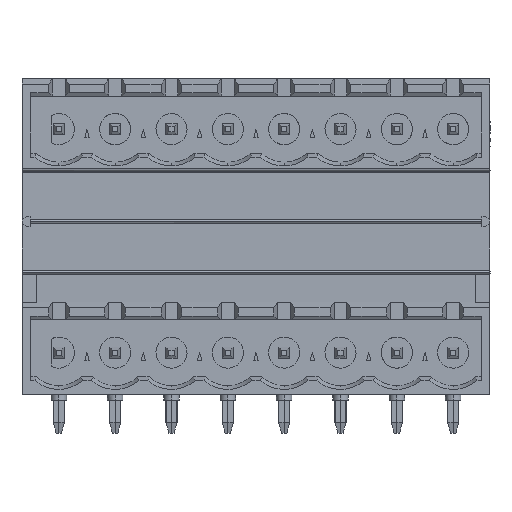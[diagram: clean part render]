
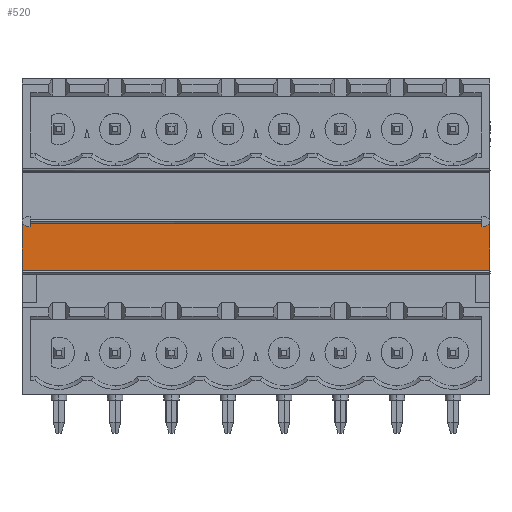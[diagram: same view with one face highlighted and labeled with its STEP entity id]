
A CAD part, front view. The second image highlights one B-rep face of the part: STEP entity #520.
In plain terms, the highlighted planar face has unit normal (0, -1, 0).
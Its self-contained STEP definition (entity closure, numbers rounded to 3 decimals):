
#520=ADVANCED_FACE($,(#1791),#14764,.T.);
#1791=FACE_OUTER_BOUND($,#3091,.T.);
#3091=EDGE_LOOP($,(#5725,#5726,#5727,#5728,#5729,#5730,#5731,#5732,#5733,
#5734,#5735,#5736));
#5725=ORIENTED_EDGE($,*,*,#10777,.T.);
#5726=ORIENTED_EDGE($,*,*,#10778,.T.);
#5727=ORIENTED_EDGE($,*,*,#10779,.T.);
#5728=ORIENTED_EDGE($,*,*,#10780,.T.);
#5729=ORIENTED_EDGE($,*,*,#10781,.T.);
#5730=ORIENTED_EDGE($,*,*,#10782,.T.);
#5731=ORIENTED_EDGE($,*,*,#10783,.T.);
#5732=ORIENTED_EDGE($,*,*,#10024,.T.);
#5733=ORIENTED_EDGE($,*,*,#10030,.T.);
#5734=ORIENTED_EDGE($,*,*,#10032,.T.);
#5735=ORIENTED_EDGE($,*,*,#10035,.T.);
#5736=ORIENTED_EDGE($,*,*,#10784,.T.);
#10024=EDGE_CURVE($,#12796,#12795,#16353,.T.);
#10030=EDGE_CURVE($,#12795,#12799,#16358,.T.);
#10032=EDGE_CURVE($,#12799,#12800,#16360,.T.);
#10035=EDGE_CURVE($,#12800,#12801,#16363,.T.);
#10777=EDGE_CURVE($,#13272,#13273,#16956,.T.);
#10778=EDGE_CURVE($,#13273,#13274,#16957,.T.);
#10779=EDGE_CURVE($,#13274,#13275,#16958,.T.);
#10780=EDGE_CURVE($,#13275,#13276,#16959,.T.);
#10781=EDGE_CURVE($,#13276,#13277,#16960,.T.);
#10782=EDGE_CURVE($,#13277,#13278,#16961,.T.);
#10783=EDGE_CURVE($,#13278,#12796,#16962,.T.);
#10784=EDGE_CURVE($,#12801,#13272,#16963,.T.);
#12795=VERTEX_POINT($,#30316);
#12796=VERTEX_POINT($,#30317);
#12799=VERTEX_POINT($,#30320);
#12800=VERTEX_POINT($,#30321);
#12801=VERTEX_POINT($,#30322);
#13272=VERTEX_POINT($,#30793);
#13273=VERTEX_POINT($,#30794);
#13274=VERTEX_POINT($,#30795);
#13275=VERTEX_POINT($,#30796);
#13276=VERTEX_POINT($,#30797);
#13277=VERTEX_POINT($,#30798);
#13278=VERTEX_POINT($,#30799);
#14764=PLANE($,#18695);
#16353=B_SPLINE_CURVE_WITH_KNOTS($,1,(#21282,#21283),.UNSPECIFIED.,.F.,.F.,
(2,2),(-0.299,0.),.UNSPECIFIED.);
#16358=B_SPLINE_CURVE_WITH_KNOTS($,1,(#21295,#21296),.UNSPECIFIED.,.F.,.F.,
(2,2),(-0.342,0.),.UNSPECIFIED.);
#16360=B_SPLINE_CURVE_WITH_KNOTS($,1,(#21299,#21300),.UNSPECIFIED.,.F.,.F.,
(2,2),(-0.303,0.),.UNSPECIFIED.);
#16363=B_SPLINE_CURVE_WITH_KNOTS($,1,(#21305,#21306),.UNSPECIFIED.,.F.,.F.,
(2,2),(-0.167,0.),.UNSPECIFIED.);
#16956=B_SPLINE_CURVE_WITH_KNOTS($,1,(#23140,#23141),.UNSPECIFIED.,.F.,.F.,
(2,2),(-42.2,0.),.UNSPECIFIED.);
#16957=B_SPLINE_CURVE_WITH_KNOTS($,1,(#23142,#23143),.UNSPECIFIED.,.F.,.F.,
(2,2),(-4.126,0.),.UNSPECIFIED.);
#16958=B_SPLINE_CURVE_WITH_KNOTS($,1,(#23144,#23145),.UNSPECIFIED.,.F.,.F.,
(2,2),(-0.167,0.),.UNSPECIFIED.);
#16959=B_SPLINE_CURVE_WITH_KNOTS($,1,(#23146,#23147),.UNSPECIFIED.,.F.,.F.,
(2,2),(-0.303,0.),.UNSPECIFIED.);
#16960=B_SPLINE_CURVE_WITH_KNOTS($,1,(#23148,#23149),.UNSPECIFIED.,.F.,.F.,
(2,2),(-0.342,0.),.UNSPECIFIED.);
#16961=B_SPLINE_CURVE_WITH_KNOTS($,1,(#23150,#23151),.UNSPECIFIED.,.F.,.F.,
(2,2),(-0.299,0.),.UNSPECIFIED.);
#16962=B_SPLINE_CURVE_WITH_KNOTS($,1,(#23152,#23153),.UNSPECIFIED.,.F.,.F.,
(2,2),(-40.718,0.),.UNSPECIFIED.);
#16963=B_SPLINE_CURVE_WITH_KNOTS($,1,(#23154,#23155),.UNSPECIFIED.,.F.,.F.,
(2,2),(0.,4.126),.UNSPECIFIED.);
#18695=AXIS2_PLACEMENT_3D($,#28063,#19771,$);
#19771=DIRECTION($,(0.,-1.,0.));
#21282=CARTESIAN_POINT($,(-20.359,-8.51,15.435));
#21283=CARTESIAN_POINT($,(-20.359,-8.51,15.136));
#21295=CARTESIAN_POINT($,(-20.359,-8.51,15.136));
#21296=CARTESIAN_POINT($,(-20.701,-8.51,15.136));
#21299=CARTESIAN_POINT($,(-20.701,-8.51,15.136));
#21300=CARTESIAN_POINT($,(-20.933,-8.51,15.331));
#21305=CARTESIAN_POINT($,(-20.933,-8.51,15.331));
#21306=CARTESIAN_POINT($,(-21.1,-8.51,15.331));
#23140=CARTESIAN_POINT($,(-21.1,-8.51,11.205));
#23141=CARTESIAN_POINT($,(21.1,-8.51,11.205));
#23142=CARTESIAN_POINT($,(21.1,-8.51,11.205));
#23143=CARTESIAN_POINT($,(21.1,-8.51,15.331));
#23144=CARTESIAN_POINT($,(21.1,-8.51,15.331));
#23145=CARTESIAN_POINT($,(20.933,-8.51,15.331));
#23146=CARTESIAN_POINT($,(20.933,-8.51,15.331));
#23147=CARTESIAN_POINT($,(20.701,-8.51,15.136));
#23148=CARTESIAN_POINT($,(20.701,-8.51,15.136));
#23149=CARTESIAN_POINT($,(20.359,-8.51,15.136));
#23150=CARTESIAN_POINT($,(20.359,-8.51,15.136));
#23151=CARTESIAN_POINT($,(20.359,-8.51,15.435));
#23152=CARTESIAN_POINT($,(20.359,-8.51,15.435));
#23153=CARTESIAN_POINT($,(-20.359,-8.51,15.435));
#23154=CARTESIAN_POINT($,(-21.1,-8.51,15.331));
#23155=CARTESIAN_POINT($,(-21.1,-8.51,11.205));
#28063=CARTESIAN_POINT($,(-21.1,-8.51,15.435));
#30316=CARTESIAN_POINT($,(-20.359,-8.51,15.136));
#30317=CARTESIAN_POINT($,(-20.359,-8.51,15.435));
#30320=CARTESIAN_POINT($,(-20.701,-8.51,15.136));
#30321=CARTESIAN_POINT($,(-20.933,-8.51,15.331));
#30322=CARTESIAN_POINT($,(-21.1,-8.51,15.331));
#30793=CARTESIAN_POINT($,(-21.1,-8.51,11.205));
#30794=CARTESIAN_POINT($,(21.1,-8.51,11.205));
#30795=CARTESIAN_POINT($,(21.1,-8.51,15.331));
#30796=CARTESIAN_POINT($,(20.933,-8.51,15.331));
#30797=CARTESIAN_POINT($,(20.701,-8.51,15.136));
#30798=CARTESIAN_POINT($,(20.359,-8.51,15.136));
#30799=CARTESIAN_POINT($,(20.359,-8.51,15.435));
